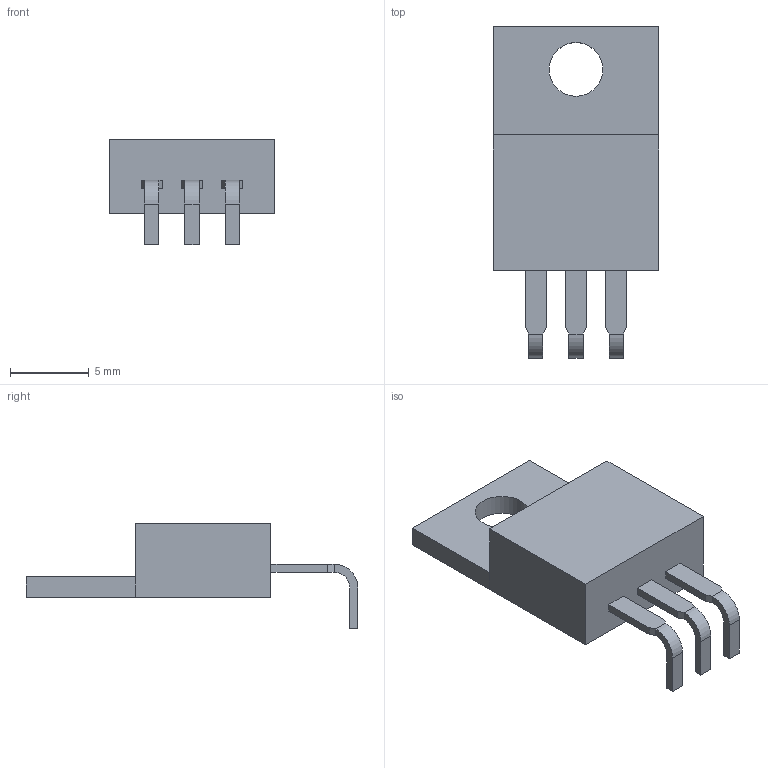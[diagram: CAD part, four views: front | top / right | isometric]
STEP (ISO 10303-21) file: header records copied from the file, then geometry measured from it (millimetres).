
FILE_DESCRIPTION((''),'2;1');
FILE_NAME('TO-220_H_Form Bottom.stp','2013-03-14T14:49:03',('yvshub'),(''),'Autodesk Inventor 2011','Autodesk Inventor 2011','');
FILE_SCHEMA(('AUTOMOTIVE_DESIGN { 1 0 10303 214 1 1 1 1 }'));
Length unit declared in the file: millimetre
Products named in the file (1): TO-220_H_Form Bottom
Bounding box: 10.5 x 21.01 x 6.7 mm (x, y, z)
Volume: 520.9 mm3; surface area: 599.8 mm2
Topology: 1 solids, 1 shells, 51 faces, 126 edges, 80 vertices
Faces by surface type: plane 44, cylinder 7
Full cylindrical faces by diameter (mm): 3.4 x1
Entity records: 1582 total; most frequent: CARTESIAN_POINT 257, ORIENTED_EDGE 250, DIRECTION 243, EDGE_CURVE 125, VECTOR 111, LINE 111, VERTEX_POINT 80, AXIS2_PLACEMENT_3D 66
